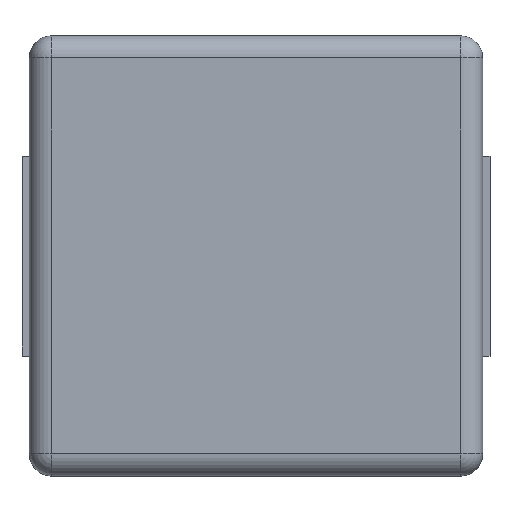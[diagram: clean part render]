
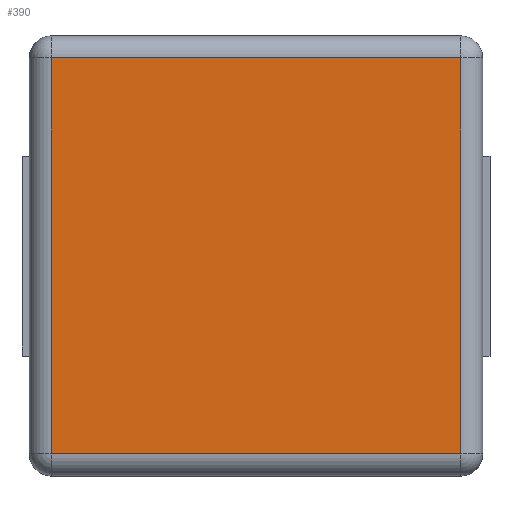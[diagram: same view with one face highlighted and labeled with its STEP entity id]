
A CAD part, top view. The second image highlights one B-rep face of the part: STEP entity #390.
In plain terms, the highlighted planar face has unit normal (0, 0, 1).
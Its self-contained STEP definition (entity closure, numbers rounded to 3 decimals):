
#94 = VERTEX_POINT('',#95);
#95 = CARTESIAN_POINT('',(-3.07,2.97,2.8));
#104 = VERTEX_POINT('',#105);
#105 = CARTESIAN_POINT('',(-3.07,-2.97,2.8));
#112 = EDGE_CURVE('',#94,#104,#113,.T.);
#113 = LINE('',#114,#115);
#114 = CARTESIAN_POINT('',(-3.07,2.97,2.8));
#115 = VECTOR('',#116,1.);
#116 = DIRECTION('',(-0.,-1.,-0.));
#390 = ADVANCED_FACE('',(#391),#416,.T.);
#391 = FACE_BOUND('',#392,.T.);
#392 = EDGE_LOOP('',(#393,#401,#409,#415));
#393 = ORIENTED_EDGE('',*,*,#394,.T.);
#394 = EDGE_CURVE('',#104,#395,#397,.T.);
#395 = VERTEX_POINT('',#396);
#396 = CARTESIAN_POINT('',(3.07,-2.97,2.8));
#397 = LINE('',#398,#399);
#398 = CARTESIAN_POINT('',(-3.07,-2.97,2.8));
#399 = VECTOR('',#400,1.);
#400 = DIRECTION('',(1.,0.,0.));
#401 = ORIENTED_EDGE('',*,*,#402,.T.);
#402 = EDGE_CURVE('',#395,#403,#405,.T.);
#403 = VERTEX_POINT('',#404);
#404 = CARTESIAN_POINT('',(3.07,2.97,2.8));
#405 = LINE('',#406,#407);
#406 = CARTESIAN_POINT('',(3.07,-2.97,2.8));
#407 = VECTOR('',#408,1.);
#408 = DIRECTION('',(0.,1.,0.));
#409 = ORIENTED_EDGE('',*,*,#410,.T.);
#410 = EDGE_CURVE('',#403,#94,#411,.T.);
#411 = LINE('',#412,#413);
#412 = CARTESIAN_POINT('',(3.07,2.97,2.8));
#413 = VECTOR('',#414,1.);
#414 = DIRECTION('',(-1.,-0.,-0.));
#415 = ORIENTED_EDGE('',*,*,#112,.T.);
#416 = PLANE('',#417);
#417 = AXIS2_PLACEMENT_3D('',#418,#419,#420);
#418 = CARTESIAN_POINT('',(-3.4,-3.3,2.8));
#419 = DIRECTION('',(0.,0.,1.));
#420 = DIRECTION('',(1.,0.,0.));
